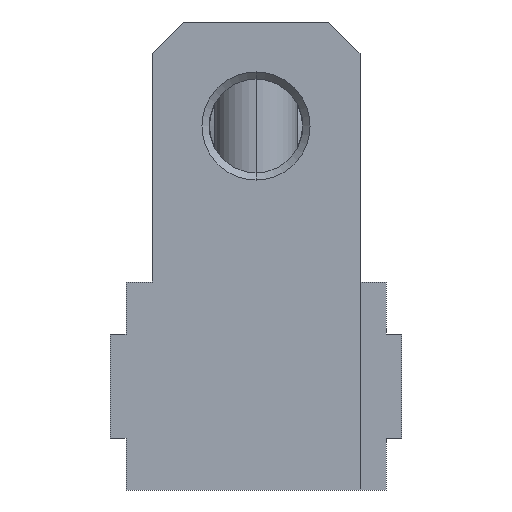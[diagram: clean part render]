
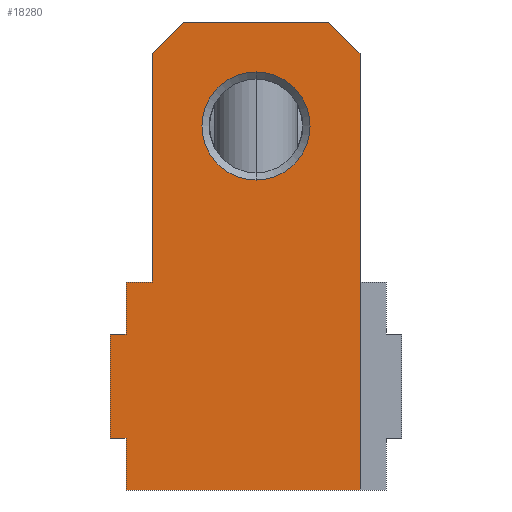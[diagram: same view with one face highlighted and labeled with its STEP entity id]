
A CAD part, front view. The second image highlights one B-rep face of the part: STEP entity #18280.
In plain terms, the highlighted face is planar.
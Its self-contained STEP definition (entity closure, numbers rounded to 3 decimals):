
#16440=CARTESIAN_POINT('',(10.,-4.,71.));
#16450=VERTEX_POINT('',#16440);
#16600=CARTESIAN_POINT('',(10.,-26.5,71.));
#16610=VERTEX_POINT('',#16600);
#16640=CARTESIAN_POINT('',(10.,-28.,71.));
#16650=DIRECTION('',(0.,-1.,0.));
#16660=VECTOR('',#16650,1.);
#16670=LINE('',#16640,#16660);
#16680=EDGE_CURVE('',#16450,#16610,#16670,.T.);
#16990=CARTESIAN_POINT('',(-35.,-21.,71.));
#17000=VERTEX_POINT('',#16990);
#17150=CARTESIAN_POINT('',(-35.,-7.,71.));
#17160=VERTEX_POINT('',#17150);
#17190=CARTESIAN_POINT('',(-35.,-28.,71.));
#17200=DIRECTION('',(0.,1.,0.));
#17210=VECTOR('',#17200,1.);
#17220=LINE('',#17190,#17210);
#17230=EDGE_CURVE('',#17000,#17160,#17220,.T.);
#17280=CARTESIAN_POINT('',(-20.3,-3.76,71.));
#17290=DIRECTION('',(0.,0.,1.));
#17300=DIRECTION('',(1.,0.,0.));
#17310=AXIS2_PLACEMENT_3D('',#17280,#17290,#17300);
#17320=PLANE('',#17310);
#17330=CARTESIAN_POINT('',(-25.,-14.,71.));
#17340=DIRECTION('',(0.,0.,1.));
#17350=DIRECTION('',(1.,0.,0.));
#17360=AXIS2_PLACEMENT_3D('',#17330,#17340,#17350);
#17370=CIRCLE('',#17360,5.2);
#17380=CARTESIAN_POINT('',(-30.2,-14.,71.));
#17390=VERTEX_POINT('',#17380);
#17400=CARTESIAN_POINT('',(-19.8,-14.,71.));
#17410=VERTEX_POINT('',#17400);
#17420=EDGE_CURVE('',#17390,#17410,#17370,.T.);
#17430=ORIENTED_EDGE('',*,*,#17420,.F.);
#17440=EDGE_CURVE('',#17410,#17390,#17370,.T.);
#17450=ORIENTED_EDGE('',*,*,#17440,.F.);
#17460=EDGE_LOOP('',(#17450,#17430));
#17470=FACE_BOUND('',#17460,.T.);
#17480=CARTESIAN_POINT('',(0.,-26.5,71.));
#17490=DIRECTION('',(-1.,0.,0.));
#17500=VECTOR('',#17490,1.);
#17510=LINE('',#17480,#17500);
#17520=CARTESIAN_POINT('',(5.,-26.5,71.));
#17530=VERTEX_POINT('',#17520);
#17540=EDGE_CURVE('',#16610,#17530,#17510,.T.);
#17550=ORIENTED_EDGE('',*,*,#17540,.F.);
#17560=CARTESIAN_POINT('',(5.,-28.,71.));
#17570=DIRECTION('',(0.,-1.,0.));
#17580=VECTOR('',#17570,1.);
#17590=LINE('',#17560,#17580);
#17600=CARTESIAN_POINT('',(5.,-28.,71.));
#17610=VERTEX_POINT('',#17600);
#17620=EDGE_CURVE('',#17530,#17610,#17590,.T.);
#17630=ORIENTED_EDGE('',*,*,#17620,.F.);
#17640=CARTESIAN_POINT('',(0.,-28.,71.));
#17650=DIRECTION('',(-1.,0.,0.));
#17660=VECTOR('',#17650,1.);
#17670=LINE('',#17640,#17660);
#17680=CARTESIAN_POINT('',(-5.,-28.,71.));
#17690=VERTEX_POINT('',#17680);
#17700=EDGE_CURVE('',#17610,#17690,#17670,.T.);
#17710=ORIENTED_EDGE('',*,*,#17700,.F.);
#17720=CARTESIAN_POINT('',(-5.,-28.,71.));
#17730=DIRECTION('',(0.,1.,0.));
#17740=VECTOR('',#17730,1.);
#17750=LINE('',#17720,#17740);
#17760=CARTESIAN_POINT('',(-5.,-26.5,71.));
#17770=VERTEX_POINT('',#17760);
#17780=EDGE_CURVE('',#17690,#17770,#17750,.T.);
#17790=ORIENTED_EDGE('',*,*,#17780,.F.);
#17800=CARTESIAN_POINT('',(0.,-26.5,71.));
#17810=DIRECTION('',(-1.,0.,0.));
#17820=VECTOR('',#17810,1.);
#17830=LINE('',#17800,#17820);
#17840=CARTESIAN_POINT('',(-10.,-26.5,71.));
#17850=VERTEX_POINT('',#17840);
#17860=EDGE_CURVE('',#17770,#17850,#17830,.T.);
#17870=ORIENTED_EDGE('',*,*,#17860,.F.);
#17880=CARTESIAN_POINT('',(-10.,-28.,71.));
#17890=DIRECTION('',(0.,1.,0.));
#17900=VECTOR('',#17890,1.);
#17910=LINE('',#17880,#17900);
#17920=CARTESIAN_POINT('',(-10.,-24.,71.));
#17930=VERTEX_POINT('',#17920);
#17940=EDGE_CURVE('',#17850,#17930,#17910,.T.);
#17950=ORIENTED_EDGE('',*,*,#17940,.F.);
#17960=CARTESIAN_POINT('',(0.,-24.,71.));
#17970=DIRECTION('',(-1.,0.,0.));
#17980=VECTOR('',#17970,1.);
#17990=LINE('',#17960,#17980);
#18000=CARTESIAN_POINT('',(-32.,-24.,71.));
#18010=VERTEX_POINT('',#18000);
#18020=EDGE_CURVE('',#17930,#18010,#17990,.T.);
#18030=ORIENTED_EDGE('',*,*,#18020,.F.);
#18040=CARTESIAN_POINT('',(-15.,-41.,71.));
#18050=DIRECTION('',(0.707,-0.707,0.));
#18060=VECTOR('',#18050,1.);
#18070=LINE('',#18040,#18060);
#18080=EDGE_CURVE('',#17000,#18010,#18070,.T.);
#18090=ORIENTED_EDGE('',*,*,#18080,.T.);
#18100=ORIENTED_EDGE('',*,*,#17230,.F.);
#18110=CARTESIAN_POINT('',(-56.,-28.,71.));
#18120=DIRECTION('',(-0.707,-0.707,0.));
#18130=VECTOR('',#18120,1.);
#18140=LINE('',#18110,#18130);
#18150=CARTESIAN_POINT('',(-32.,-4.,71.));
#18160=VERTEX_POINT('',#18150);
#18170=EDGE_CURVE('',#18160,#17160,#18140,.T.);
#18180=ORIENTED_EDGE('',*,*,#18170,.T.);
#18190=CARTESIAN_POINT('',(0.,-4.,71.));
#18200=DIRECTION('',(1.,0.,0.));
#18210=VECTOR('',#18200,1.);
#18220=LINE('',#18190,#18210);
#18230=EDGE_CURVE('',#18160,#16450,#18220,.T.);
#18240=ORIENTED_EDGE('',*,*,#18230,.F.);
#18250=ORIENTED_EDGE('',*,*,#16680,.F.);
#18260=EDGE_LOOP('',(#18250,#18240,#18180,#18100,#18090,#18030,#17950,
#17870,#17790,#17710,#17630,#17550));
#18270=FACE_OUTER_BOUND('',#18260,.T.);
#18280=ADVANCED_FACE('',(#17470,#18270),#17320,.T.);
